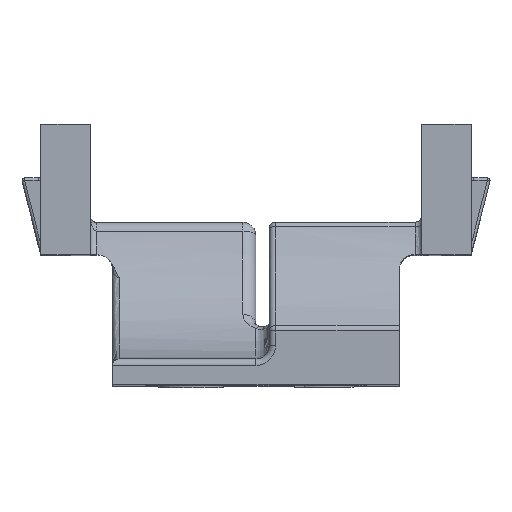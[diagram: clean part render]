
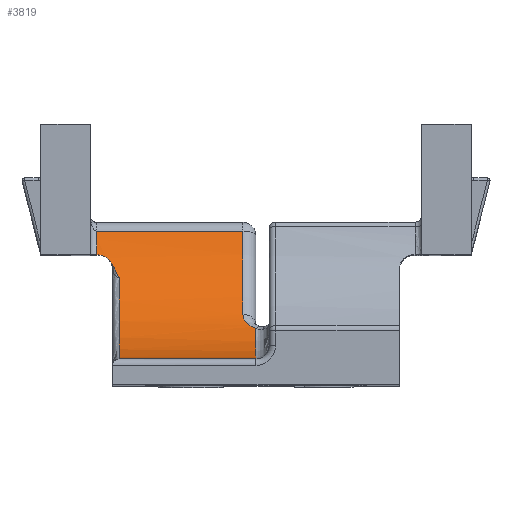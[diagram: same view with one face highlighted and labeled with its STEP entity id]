
A CAD part, top view. The second image highlights one B-rep face of the part: STEP entity #3819.
In plain terms, the highlighted cylindrical face has radius 14.5 mm (diameter 29 mm), a partial arc.
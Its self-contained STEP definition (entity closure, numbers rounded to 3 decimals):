
#125 = CARTESIAN_POINT ( 'NONE',  ( 0., -3.5, 16.5 ) ) ;
#851 = CARTESIAN_POINT ( 'NONE',  ( -0.818, -15.108, 7.809 ) ) ;
#916 = DIRECTION ( 'NONE',  ( 0., 0., -1. ) ) ;
#1104 = ORIENTED_EDGE ( 'NONE', *, *, #14126, .T. ) ;
#1171 = CARTESIAN_POINT ( 'NONE',  ( -11.747, -10.058, 3.568 ) ) ;
#1194 = EDGE_CURVE ( 'NONE', #7442, #20526, #14582, .T. ) ;
#1538 = CARTESIAN_POINT ( 'NONE',  ( -10.5, -18., 16.5 ) ) ;
#1552 = CARTESIAN_POINT ( 'NONE',  ( -10.675, -11.431, 4.36 ) ) ;
#1577 = AXIS2_PLACEMENT_3D ( 'NONE', #20159, #10535, #916 ) ;
#1745 = DIRECTION ( 'NONE',  ( 0., 0., -1. ) ) ;
#1918 = EDGE_CURVE ( 'NONE', #16756, #17267, #6778, .T. ) ;
#2005 = CARTESIAN_POINT ( 'NONE',  ( -10.5, -3.5, 16.5 ) ) ;
#2213 = CARTESIAN_POINT ( 'NONE',  ( -35.276, -10., 3.539 ) ) ;
#2332 = CARTESIAN_POINT ( 'NONE',  ( 9.935, -18., 16.5 ) ) ;
#2475 = CARTESIAN_POINT ( 'NONE',  ( -0.977, -14.798, 7.409 ) ) ;
#2688 = ORIENTED_EDGE ( 'NONE', *, *, #5645, .T. ) ;
#2762 = CARTESIAN_POINT ( 'NONE',  ( -10.5, -11.724, 4.558 ) ) ;
#2778 = CARTESIAN_POINT ( 'NONE',  ( 43.012, -3.5, 16.5 ) ) ;
#2978 = ORIENTED_EDGE ( 'NONE', *, *, #1918, .T. ) ;
#3164 = CARTESIAN_POINT ( 'NONE',  ( -10.5, -11.724, 4.558 ) ) ;
#3209 = CARTESIAN_POINT ( 'NONE',  ( -12.2, -8.177, 2.775 ) ) ;
#3275 = ORIENTED_EDGE ( 'NONE', *, *, #16856, .T. ) ;
#3381 = VECTOR ( 'NONE', #15056, 1000. ) ;
#3433 = VERTEX_POINT ( 'NONE', #12713 ) ;
#3612 = DIRECTION ( 'NONE',  ( 0., 1., 0. ) ) ;
#3708 = AXIS2_PLACEMENT_3D ( 'NONE', #2778, #18723, #10778 ) ;
#3819 = ADVANCED_FACE ( 'NONE', ( #12453 ), #16236, .F. ) ;
#4033 = ORIENTED_EDGE ( 'NONE', *, *, #16645, .T. ) ;
#4082 = CARTESIAN_POINT ( 'NONE',  ( -1., -14.573, 7.138 ) ) ;
#4229 = CIRCLE ( 'NONE', #1577, 14.5 ) ;
#4913 = EDGE_LOOP ( 'NONE', ( #8671, #15617, #6196, #2688, #1104, #3275, #2978, #6234, #12737, #4033 ) ) ;
#5008 = B_SPLINE_CURVE_WITH_KNOTS ( 'NONE', 3,
 ( #14330, #15945, #6333, #17568, #7945, #19188, #9577, #20786, #11168, #1552, #12787, #3164 ),
 .UNSPECIFIED., .F., .F.,
 ( 4, 2, 2, 2, 2, 4 ),
 ( 0., 0., 0.001, 0.001, 0.002, 0.002 ),
 .UNSPECIFIED. ) ;
#5645 = EDGE_CURVE ( 'NONE', #8016, #13785, #14173, .T. ) ;
#5871 = CARTESIAN_POINT ( 'NONE',  ( -12.1, -10., 3.539 ) ) ;
#6043 = VECTOR ( 'NONE', #20229, 1000. ) ;
#6067 = CARTESIAN_POINT ( 'NONE',  ( -12.2, -10., 3.539 ) ) ;
#6196 = ORIENTED_EDGE ( 'NONE', *, *, #7121, .T. ) ;
#6234 = ORIENTED_EDGE ( 'NONE', *, *, #7857, .F. ) ;
#6333 = CARTESIAN_POINT ( 'NONE',  ( -11.567, -10.133, 3.606 ) ) ;
#6662 = CARTESIAN_POINT ( 'NONE',  ( -12.2, -3.5, 16.5 ) ) ;
#6778 = CIRCLE ( 'NONE', #16598, 14.5 ) ;
#7121 = EDGE_CURVE ( 'NONE', #20526, #8016, #11853, .T. ) ;
#7442 = VERTEX_POINT ( 'NONE', #12464 ) ;
#7857 = EDGE_CURVE ( 'NONE', #19524, #17267, #8602, .T. ) ;
#7945 = CARTESIAN_POINT ( 'NONE',  ( -11.336, -10.299, 3.693 ) ) ;
#8016 = VERTEX_POINT ( 'NONE', #6067 ) ;
#8045 = CARTESIAN_POINT ( 'NONE',  ( 0., -15.626, 8.549 ) ) ;
#8237 = AXIS2_PLACEMENT_3D ( 'NONE', #125, #11361, #1745 ) ;
#8296 = DIRECTION ( 'NONE',  ( 0., 0., 1. ) ) ;
#8381 = CARTESIAN_POINT ( 'NONE',  ( 0., -18., 16.5 ) ) ;
#8602 = LINE ( 'NONE', #2332, #20424 ) ;
#8671 = ORIENTED_EDGE ( 'NONE', *, *, #16115, .T. ) ;
#8860 = CARTESIAN_POINT ( 'NONE',  ( -0.291, -15.515, 8.382 ) ) ;
#9577 = CARTESIAN_POINT ( 'NONE',  ( -11.045, -10.65, 3.884 ) ) ;
#9645 = EDGE_CURVE ( 'NONE', #19524, #11723, #13242, .T. ) ;
#10469 = CARTESIAN_POINT ( 'NONE',  ( -0.645, -15.289, 8.056 ) ) ;
#10518 = CARTESIAN_POINT ( 'NONE',  ( -1., -14.573, 7.138 ) ) ;
#10535 = DIRECTION ( 'NONE',  ( 1., 0., 0. ) ) ;
#10778 = DIRECTION ( 'NONE',  ( 0., -1., 0. ) ) ;
#10798 = CARTESIAN_POINT ( 'NONE',  ( -11.86, -10.02, 3.548 ) ) ;
#11165 = B_SPLINE_CURVE_WITH_KNOTS ( 'NONE', 3,
 ( #5871, #17187, #10798, #1171 ),
 .UNSPECIFIED., .F., .F.,
 ( 4, 4 ),
 ( 0.003, 0.004 ),
 .UNSPECIFIED. ) ;
#11168 = CARTESIAN_POINT ( 'NONE',  ( -10.812, -11.118, 4.161 ) ) ;
#11361 = DIRECTION ( 'NONE',  ( 1., 0., 0. ) ) ;
#11723 = VERTEX_POINT ( 'NONE', #8045 ) ;
#11812 = AXIS2_PLACEMENT_3D ( 'NONE', #6662, #17901, #8296 ) ;
#11853 = CIRCLE ( 'NONE', #11812, 14.5 ) ;
#11946 = DIRECTION ( 'NONE',  ( -1., 0., 0. ) ) ;
#12083 = CARTESIAN_POINT ( 'NONE',  ( -0.886, -15.007, 7.676 ) ) ;
#12439 = B_SPLINE_CURVE_WITH_KNOTS ( 'NONE', 3,
 ( #16882, #18489, #8860, #20120, #10469, #851, #12083, #2475, #13699, #4082 ),
 .UNSPECIFIED., .F., .F.,
 ( 4, 2, 2, 2, 4 ),
 ( 0., 0.001, 0.001, 0.002, 0.002 ),
 .UNSPECIFIED. ) ;
#12453 = FACE_OUTER_BOUND ( 'NONE', #4913, .T. ) ;
#12464 = CARTESIAN_POINT ( 'NONE',  ( -1., -8.177, 2.775 ) ) ;
#12713 = CARTESIAN_POINT ( 'NONE',  ( -11.747, -10.058, 3.568 ) ) ;
#12737 = ORIENTED_EDGE ( 'NONE', *, *, #9645, .T. ) ;
#12787 = CARTESIAN_POINT ( 'NONE',  ( -10.607, -11.587, 4.464 ) ) ;
#13232 = DIRECTION ( 'NONE',  ( -1., 0., 0. ) ) ;
#13242 = CIRCLE ( 'NONE', #8237, 14.5 ) ;
#13699 = CARTESIAN_POINT ( 'NONE',  ( -1., -14.688, 7.274 ) ) ;
#13785 = VERTEX_POINT ( 'NONE', #19392 ) ;
#14126 = EDGE_CURVE ( 'NONE', #13785, #3433, #11165, .T. ) ;
#14173 = LINE ( 'NONE', #2213, #3381 ) ;
#14330 = CARTESIAN_POINT ( 'NONE',  ( -11.747, -10.058, 3.568 ) ) ;
#14582 = LINE ( 'NONE', #20307, #6043 ) ;
#15056 = DIRECTION ( 'NONE',  ( 1., 0., 0. ) ) ;
#15617 = ORIENTED_EDGE ( 'NONE', *, *, #1194, .T. ) ;
#15945 = CARTESIAN_POINT ( 'NONE',  ( -11.653, -10.09, 3.584 ) ) ;
#16115 = EDGE_CURVE ( 'NONE', #20255, #7442, #4229, .T. ) ;
#16236 = CYLINDRICAL_SURFACE ( 'NONE', #3708, 14.5 ) ;
#16598 = AXIS2_PLACEMENT_3D ( 'NONE', #2005, #13232, #3612 ) ;
#16645 = EDGE_CURVE ( 'NONE', #11723, #20255, #12439, .T. ) ;
#16756 = VERTEX_POINT ( 'NONE', #2762 ) ;
#16856 = EDGE_CURVE ( 'NONE', #3433, #16756, #5008, .T. ) ;
#16882 = CARTESIAN_POINT ( 'NONE',  ( 0., -15.626, 8.549 ) ) ;
#17187 = CARTESIAN_POINT ( 'NONE',  ( -11.979, -10., 3.539 ) ) ;
#17267 = VERTEX_POINT ( 'NONE', #1538 ) ;
#17568 = CARTESIAN_POINT ( 'NONE',  ( -11.408, -10.237, 3.66 ) ) ;
#17901 = DIRECTION ( 'NONE',  ( -1., 0., 0. ) ) ;
#18489 = CARTESIAN_POINT ( 'NONE',  ( -0.153, -15.575, 8.472 ) ) ;
#18723 = DIRECTION ( 'NONE',  ( -1., 0., 0. ) ) ;
#19188 = CARTESIAN_POINT ( 'NONE',  ( -11.144, -10.497, 3.799 ) ) ;
#19392 = CARTESIAN_POINT ( 'NONE',  ( -12.1, -10., 3.539 ) ) ;
#19524 = VERTEX_POINT ( 'NONE', #8381 ) ;
#20120 = CARTESIAN_POINT ( 'NONE',  ( -0.537, -15.372, 8.173 ) ) ;
#20159 = CARTESIAN_POINT ( 'NONE',  ( -1., -3.5, 16.5 ) ) ;
#20229 = DIRECTION ( 'NONE',  ( -1., 0., 0. ) ) ;
#20255 = VERTEX_POINT ( 'NONE', #10518 ) ;
#20307 = CARTESIAN_POINT ( 'NONE',  ( 43.012, -8.177, 2.775 ) ) ;
#20424 = VECTOR ( 'NONE', #11946, 1000. ) ;
#20526 = VERTEX_POINT ( 'NONE', #3209 ) ;
#20786 = CARTESIAN_POINT ( 'NONE',  ( -10.88, -10.96, 4.065 ) ) ;
